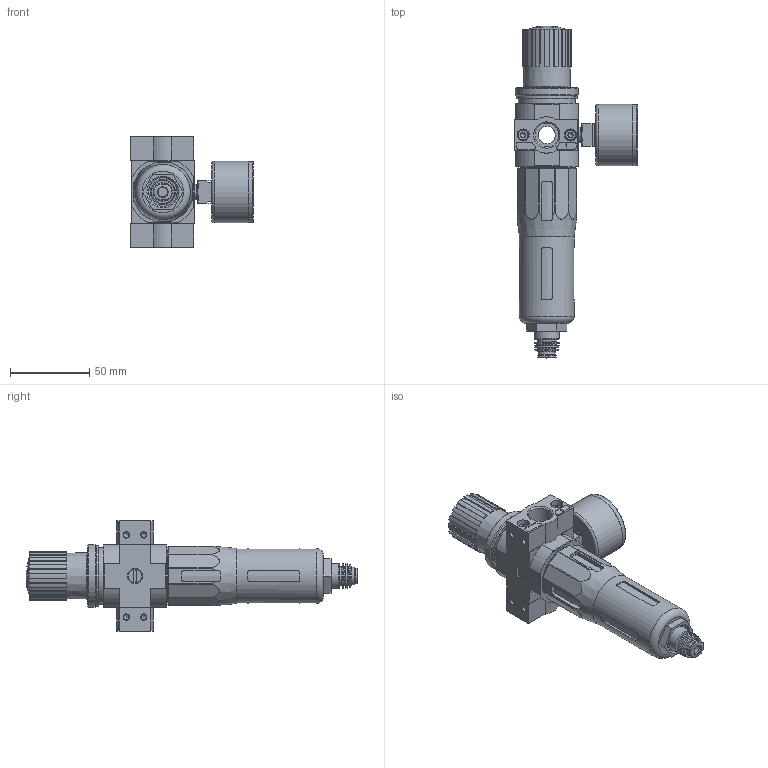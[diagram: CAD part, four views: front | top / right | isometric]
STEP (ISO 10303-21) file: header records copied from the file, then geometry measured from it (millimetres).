
FILE_DESCRIPTION(/* description */ ('STEP AP214'),/* implementation_level */ '2;1');
FILE_NAME(/* name */ '162728_LFR-3_8-D-5M-MINI-A',/* time_stamp */ '2024-09-04T15:54:06+02:00',/* author */ ('License CC BY-ND 4.0'),/* organization */ ('CADENAS'),/* preprocessor_version */ 'ST-DEVELOPER v19.3',/* originating_system */ 'PARTsolutions',/* authorisation */ ' ');
FILE_SCHEMA (('AUTOMOTIVE_DESIGN {1 0 10303 214 3 1 1}'));
Length unit declared in the file: millimetre
Products named in the file (9): 162728 LFR-3/8-D-5M-MINI-A---(0); 127304 LFR-D-5M-MINI-A--(0); 8003637 PAGN-40-16-G18; 380295 PBL-3/8-D-MINI-R---(0) p1; DIN-912 - M4x16(F); 380293 PBL-3/8-D-MINI-L---(1) p1; 398011 LRVS-D-MINI; 373845 LR-MINI; 526489 MS4-LFR-V
Assembly tree (11 placements, depth 2):
  162728 LFR-3/8-D-5M-MINI-A---(0)
    127304 LFR-D-5M-MINI-A--(0)
    8003637 PAGN-40-16-G18
    380295 PBL-3/8-D-MINI-R---(0) p1
    DIN-912 - M4x16(F)  x4
    380293 PBL-3/8-D-MINI-L---(1) p1
    398011 LRVS-D-MINI
    373845 LR-MINI
    526489 MS4-LFR-V
Bounding box: 77.75 x 210.02 x 70 mm (x, y, z)
Volume: 245474.3 mm3; surface area: 52140.5 mm2
Topology: 11 solids, 11 shells, 618 faces, 1483 edges, 940 vertices
Faces by surface type: plane 327, cylinder 162, cone 97, torus 27, sphere 5
Full cylindrical faces by diameter (mm): 3.242 x8, 4 x4, 4.3 x1, 6 x1, 6.2 x1, 6.9 x1, 7 x4, 8.2 x1, 8.4 x1, 8.566 x2, 9.728 x2, 11 x3, 11.4 x2, 11.6 x1, 11.8 x1, 12.2 x2, 14.95 x2, 15.7 x1, 15.8 x2, 18 x1, 24.9 x1, 26.9 x1, 33.9 x1, 34.376 x1, 34.7 x1, 36 x2, 38.5 x1, 38.7 x1, 39 x1, 39.8 x1
Entity records: 18023 total; most frequent: CARTESIAN_POINT 3173, DIRECTION 2606, ORIENTED_EDGE 2366, EDGE_CURVE 1183, AXIS2_PLACEMENT_3D 1023, VERTEX_POINT 848, FACE_BOUND 737, EDGE_LOOP 728
